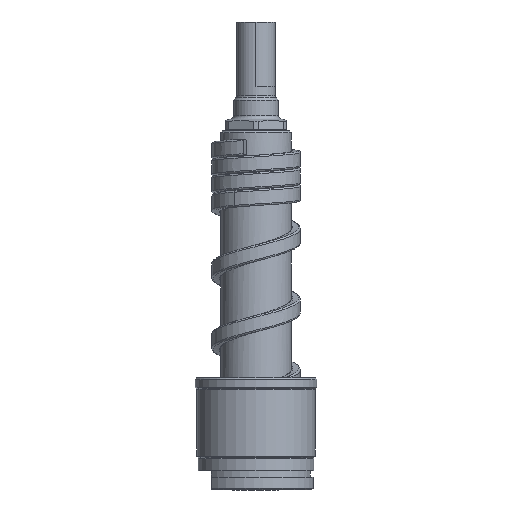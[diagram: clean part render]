
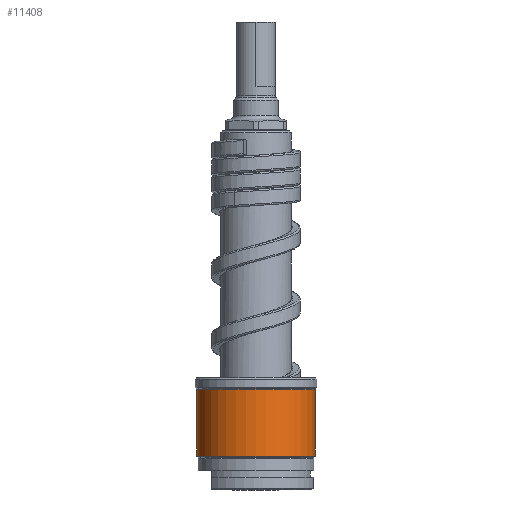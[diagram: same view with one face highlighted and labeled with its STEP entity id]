
A CAD part, front view. The second image highlights one B-rep face of the part: STEP entity #11408.
In plain terms, the highlighted cylindrical face has radius 18.5 mm (diameter 37 mm), a partial arc.
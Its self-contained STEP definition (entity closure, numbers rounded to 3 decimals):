
#3285=CARTESIAN_POINT('',(0.,0.,10.583));
#3286=DIRECTION('',(0.,0.,1.));
#3287=DIRECTION('',(-1.,0.,0.));
#3288=AXIS2_PLACEMENT_3D('',#3285,#3286,#3287);
#3290=DIRECTION('',(0.,0.,-1.));
#3291=VECTOR('',#3290,20.834);
#3292=CARTESIAN_POINT('',(-18.5,0.,31.417));
#3293=LINE('',#3292,#3291);
#3294=CARTESIAN_POINT('',(0.,0.,31.417));
#3295=DIRECTION('',(0.,0.,1.));
#3296=DIRECTION('',(-1.,0.,0.));
#3297=AXIS2_PLACEMENT_3D('',#3294,#3295,#3296);
#3299=DIRECTION('',(0.,0.,-1.));
#3300=VECTOR('',#3299,20.834);
#3301=CARTESIAN_POINT('',(18.5,0.,31.417));
#3302=LINE('',#3301,#3300);
#6239=CARTESIAN_POINT('',(18.5,0.,31.417));
#6240=CARTESIAN_POINT('',(-18.5,0.,31.417));
#6241=VERTEX_POINT('',#6239);
#6242=VERTEX_POINT('',#6240);
#6265=CARTESIAN_POINT('',(18.5,0.,10.583));
#6266=VERTEX_POINT('',#6265);
#6267=CARTESIAN_POINT('',(-18.5,0.,10.583));
#6268=VERTEX_POINT('',#6267);
#11396=CARTESIAN_POINT('',(0.,0.,8.75));
#11397=DIRECTION('',(0.,0.,1.));
#11398=DIRECTION('',(-1.,0.,0.));
#11399=AXIS2_PLACEMENT_3D('',#11396,#11397,#11398);
#11400=CYLINDRICAL_SURFACE('',#11399,18.5);
#11401=ORIENTED_EDGE('',*,*,#11377,.F.);
#11402=ORIENTED_EDGE('',*,*,#11358,.F.);
#11404=ORIENTED_EDGE('',*,*,#11403,.T.);
#11405=ORIENTED_EDGE('',*,*,#11354,.T.);
#11406=EDGE_LOOP('',(#11401,#11402,#11404,#11405));
#11407=FACE_OUTER_BOUND('',#11406,.F.);
#3289=CIRCLE('',#3288,18.5);
#3298=CIRCLE('',#3297,18.5);
#11354=EDGE_CURVE('',#6241,#6266,#3302,.T.);
#11358=EDGE_CURVE('',#6242,#6268,#3293,.T.);
#11377=EDGE_CURVE('',#6268,#6266,#3289,.T.);
#11403=EDGE_CURVE('',#6242,#6241,#3298,.T.);
#11408=ADVANCED_FACE('',(#11407),#11400,.T.);
